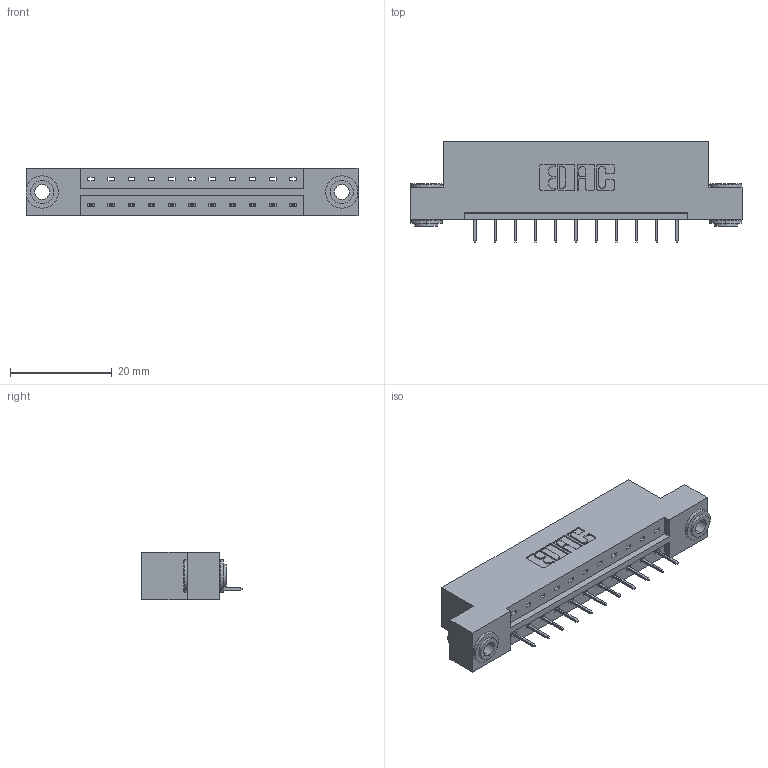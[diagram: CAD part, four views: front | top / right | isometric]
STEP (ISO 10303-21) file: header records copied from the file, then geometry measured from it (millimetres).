
FILE_DESCRIPTION (( 'STEP AP203' ), '1' );
FILE_NAME ('833-011-524-103.STEP', '2020-05-30T19:39:07', ( '' ), ( '' ), 'SwSTEP 2.0', 'SolidWorks 2020', '' );
FILE_SCHEMA (( 'CONFIG_CONTROL_DESIGN' ));
Length unit declared in the file: inch
Products named in the file (4): 345-292-001_345-293-124; 345-250-002_345-250-002-102; 833 Part_Flush - .156 Dia - TH; 833-011-524-103
Assembly tree (14 placements, depth 2):
  833-011-524-103
    833 Part_Flush - .156 Dia - TH
    345-292-001_345-293-124  x11
    345-250-002_345-250-002-102  x2
Bounding box: 65.13 x 19.69 x 9.4 mm (x, y, z)
Volume: 6262.8 mm3; surface area: 6651.6 mm2
Topology: 14 solids, 14 shells, 834 faces, 2367 edges, 1530 vertices
Faces by surface type: plane 608, cylinder 218, cone 8
Entity records: 11458 total; most frequent: CARTESIAN_POINT 1958, ORIENTED_EDGE 1898, DIRECTION 1749, EDGE_CURVE 949, VECTOR 801, LINE 801, VERTEX_POINT 626, AXIS2_PLACEMENT_3D 474
